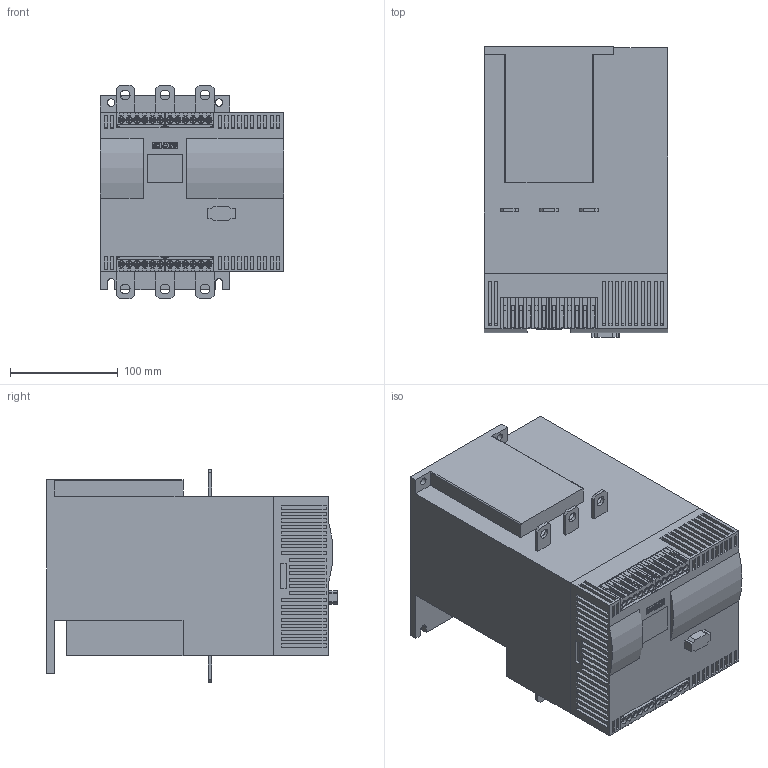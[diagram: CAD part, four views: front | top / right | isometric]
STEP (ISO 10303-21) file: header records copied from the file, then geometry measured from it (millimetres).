
FILE_DESCRIPTION(('no description'),'unknown implementation level');
FILE_NAME('3RW44346BC34.STEP',' ',('CADClick, version 2.3.8, www.CADClick.com, licensed to SIEMENS A&D'),('ccLab - KiM Gmbh - www.kimweb.de'),'unknown preprocess','ACIS','unknown authorization');
FILE_SCHEMA(('automotive_design'));
Length unit declared in the file: millimetre
Products named in the file (13): 1; 2; 3; 4; 5; 6; 7; 8; 9; 10; 11; 12; 13
Bounding box: 170 x 269.7 x 198 mm (x, y, z)
Volume: 6217530.4 mm3; surface area: 391871 mm2
Topology: 13 solids, 13 shells, 1879 faces, 5049 edges, 3332 vertices
Faces by surface type: plane 1431, cylinder 160, torus 144, cone 144
Entity records: 117732 total; most frequent: CARTESIAN_POINT 12769, STYLED_ITEM 10273, PRESENTATION_STYLE_ASSIGNMENT 10273, COLOUR_RGB 10273, ORIENTED_EDGE 10098, DIRECTION 9585, EDGE_CURVE 5049, CURVE_STYLE 5049
